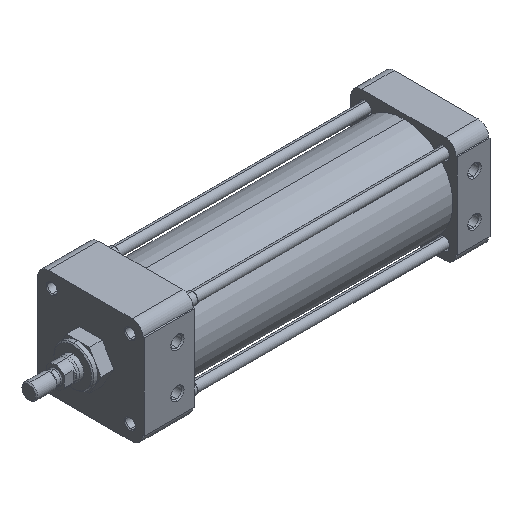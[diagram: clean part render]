
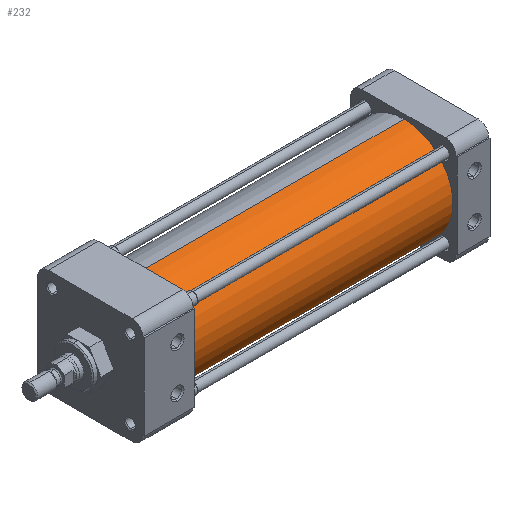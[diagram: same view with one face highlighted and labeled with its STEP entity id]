
A CAD part, isometric view. The second image highlights one B-rep face of the part: STEP entity #232.
In plain terms, the highlighted cylindrical face has radius 34.925 mm (diameter 69.85 mm), a partial arc.
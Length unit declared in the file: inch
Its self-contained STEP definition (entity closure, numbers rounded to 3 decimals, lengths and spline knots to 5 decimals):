
#177 = CARTESIAN_POINT ( 'NONE',  ( 8.826, 0., 1.375 ) ) ;
#232 = ADVANCED_FACE ( 'NONE', ( #5515 ), #4062, .T. ) ;
#402 = LINE ( 'NONE', #177, #9448 ) ;
#1066 = CARTESIAN_POINT ( 'NONE',  ( 1.42, 0., 0. ) ) ;
#1076 = VERTEX_POINT ( 'NONE', #14361 ) ;
#1446 = CARTESIAN_POINT ( 'NONE',  ( 8.826, 0., 0. ) ) ;
#1577 = CIRCLE ( 'NONE', #13989, 1.375 ) ;
#2202 = DIRECTION ( 'NONE',  ( 0., 0., -1. ) ) ;
#2594 = DIRECTION ( 'NONE',  ( 0., 0., -1. ) ) ;
#2646 = CARTESIAN_POINT ( 'NONE',  ( 8.826, 0., -1.375 ) ) ;
#2792 = VERTEX_POINT ( 'NONE', #11645 ) ;
#2842 = AXIS2_PLACEMENT_3D ( 'NONE', #1066, #8998, #2202 ) ;
#2936 = EDGE_CURVE ( 'NONE', #1076, #2792, #9057, .T. ) ;
#3021 = CIRCLE ( 'NONE', #2842, 1.375 ) ;
#3707 = DIRECTION ( 'NONE',  ( 1., 0., 0. ) ) ;
#3768 = ORIENTED_EDGE ( 'NONE', *, *, #6672, .F. ) ;
#4026 = CARTESIAN_POINT ( 'NONE',  ( 8.826, 0., 1.375 ) ) ;
#4062 = CYLINDRICAL_SURFACE ( 'NONE', #7383, 1.375 ) ;
#4175 = VERTEX_POINT ( 'NONE', #4970 ) ;
#4490 = CARTESIAN_POINT ( 'NONE',  ( 8.826, 0., 0. ) ) ;
#4574 = DIRECTION ( 'NONE',  ( 1., 0., 0. ) ) ;
#4731 = EDGE_CURVE ( 'NONE', #2792, #11479, #1577, .T. ) ;
#4827 = DIRECTION ( 'NONE',  ( 0., 0., -1. ) ) ;
#4970 = CARTESIAN_POINT ( 'NONE',  ( 1.42, 0., 1.375 ) ) ;
#5515 = FACE_OUTER_BOUND ( 'NONE', #10210, .T. ) ;
#6447 = EDGE_CURVE ( 'NONE', #4175, #1076, #3021, .T. ) ;
#6672 = EDGE_CURVE ( 'NONE', #4175, #11479, #402, .T. ) ;
#6903 = ORIENTED_EDGE ( 'NONE', *, *, #6447, .T. ) ;
#7346 = ORIENTED_EDGE ( 'NONE', *, *, #4731, .T. ) ;
#7383 = AXIS2_PLACEMENT_3D ( 'NONE', #4490, #4574, #4827 ) ;
#7524 = DIRECTION ( 'NONE',  ( 1., 0., 0. ) ) ;
#8998 = DIRECTION ( 'NONE',  ( 1., 0., 0. ) ) ;
#9057 = LINE ( 'NONE', #2646, #12040 ) ;
#9395 = DIRECTION ( 'NONE',  ( -1., 0., 0. ) ) ;
#9448 = VECTOR ( 'NONE', #7524, 39.37008 ) ;
#10210 = EDGE_LOOP ( 'NONE', ( #3768, #6903, #11061, #7346 ) ) ;
#11061 = ORIENTED_EDGE ( 'NONE', *, *, #2936, .T. ) ;
#11479 = VERTEX_POINT ( 'NONE', #4026 ) ;
#11645 = CARTESIAN_POINT ( 'NONE',  ( 8.826, 0., -1.375 ) ) ;
#12040 = VECTOR ( 'NONE', #3707, 39.37008 ) ;
#13989 = AXIS2_PLACEMENT_3D ( 'NONE', #1446, #9395, #2594 ) ;
#14361 = CARTESIAN_POINT ( 'NONE',  ( 1.42, 0., -1.375 ) ) ;
